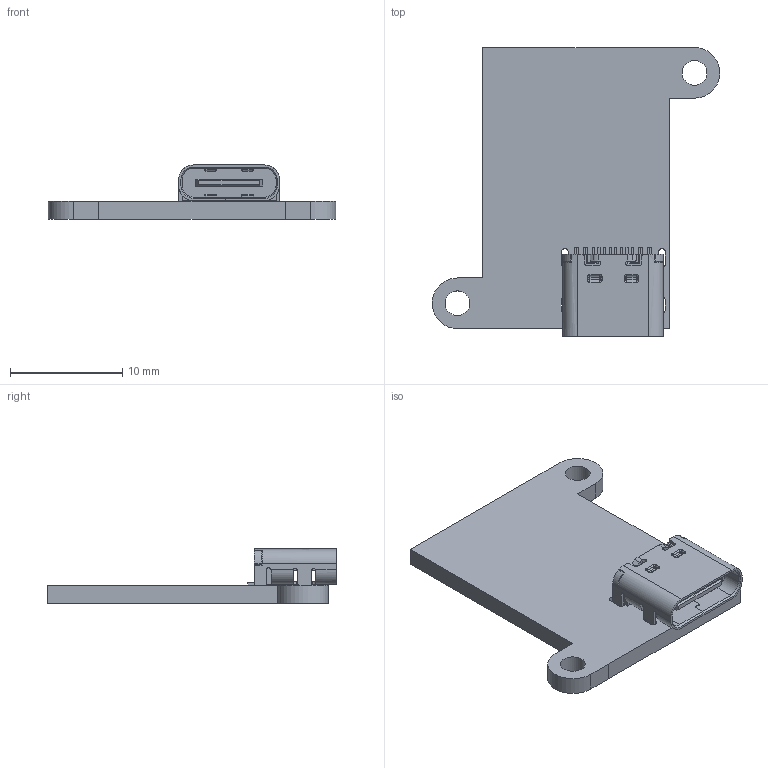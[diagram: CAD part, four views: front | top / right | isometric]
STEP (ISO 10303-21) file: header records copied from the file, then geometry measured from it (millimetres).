
FILE_DESCRIPTION(('KiCad electronic assembly'),'2;1');
FILE_NAME('PrettySmallRobot.step','2023-01-18T13:33:26',('Pcbnew'),( 'Kicad'),'Open CASCADE STEP processor 7.6','KiCad to STEP converter' ,'Unknown');
FILE_SCHEMA(('AUTOMOTIVE_DESIGN { 1 0 10303 214 1 1 1 1 }'));
Length unit declared in the file: millimetre
Products named in the file (7): PrettySmallRobot 1; HRO_TYPE-C-31-M-12; SOLID; PrettySmallRobot PCB
Assembly tree (6 placements, depth 3):
  PrettySmallRobot 1
    HRO_TYPE-C-31-M-12
      SOLID
      SOLID
      SOLID
      SOLID
    PrettySmallRobot PCB
Bounding box: 25.6 x 25.7 x 4.82 mm (x, y, z)
Volume: 804.7 mm3; surface area: 1615.6 mm2
Topology: 5 solids, 5 shells, 602 faces, 1537 edges, 920 vertices
Faces by surface type: bspline 570, plane 18, cylinder 14
Full cylindrical faces by diameter (mm): 0.6 x2, 2.2 x2
Entity records: 34513 total; most frequent: CARTESIAN_POINT 14659, B_SPLINE_CURVE_WITH_KNOTS 3631, ORIENTED_EDGE 3010, PCURVE 3010, DEFINITIONAL_REPRESENTATION 3010, EDGE_CURVE 1505, SURFACE_CURVE 1497, VERTEX_POINT 920
